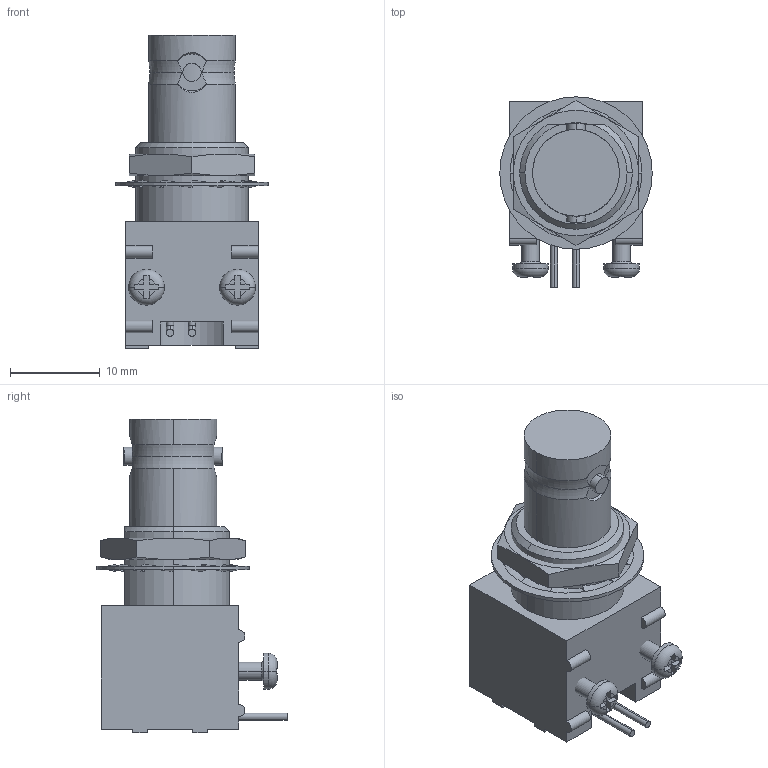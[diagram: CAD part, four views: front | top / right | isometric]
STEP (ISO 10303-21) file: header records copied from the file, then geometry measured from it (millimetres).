
FILE_DESCRIPTION (( 'STEP AP214' ), '1' );
FILE_NAME ('J01001A0037.STEP', '2012-04-23T08:22:13', ( 'markiewicz' ), ( '' ), 'SwSTEP 2.0', 'SolidWorks 2012', '' );
FILE_SCHEMA (( 'AUTOMOTIVE_DESIGN' ));
Length unit declared in the file: millimetre
Products named in the file (1): J01001A0037
Bounding box: 17 x 21.2 x 35 mm (x, y, z)
Volume: 5139.3 mm3; surface area: 2899.5 mm2
Topology: 5 solids, 5 shells, 227 faces, 582 edges, 373 vertices
Faces by surface type: plane 108, cylinder 40, bspline 36, cone 25, torus 18
Entity records: 10141 total; most frequent: CARTESIAN_POINT 2303, ORIENTED_EDGE 1164, DIRECTION 972, EDGE_CURVE 582, VERTEX_POINT 373, AXIS2_PLACEMENT_3D 326, VECTOR 320, LINE 320
